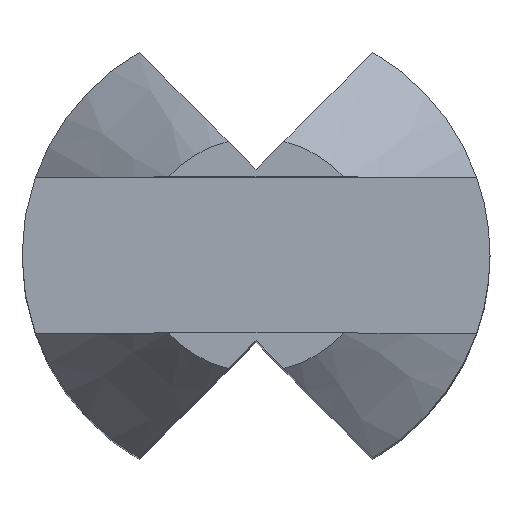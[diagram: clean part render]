
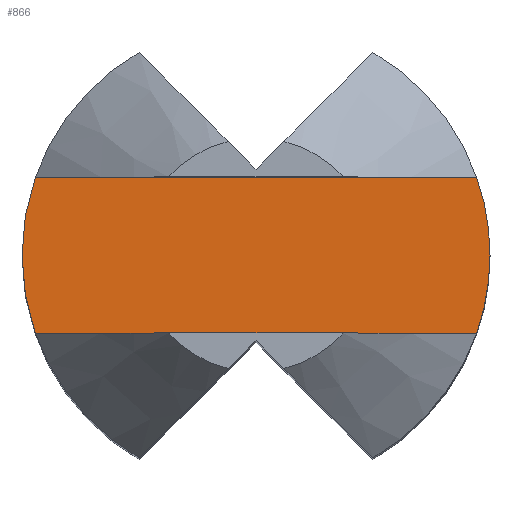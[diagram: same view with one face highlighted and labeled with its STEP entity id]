
A CAD part, top view. The second image highlights one B-rep face of the part: STEP entity #866.
In plain terms, the highlighted planar face has unit normal (0, 0, 1).
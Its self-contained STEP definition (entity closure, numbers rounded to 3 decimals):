
#73 = CARTESIAN_POINT ( 'NONE',  ( -2.828, 1., -2.5 ) ) ;
#96 = CIRCLE ( 'NONE', #316, 3. ) ;
#111 = EDGE_CURVE ( 'NONE', #656, #138, #529, .T. ) ;
#118 = CARTESIAN_POINT ( 'NONE',  ( 0., 0., -2.5 ) ) ;
#127 = VECTOR ( 'NONE', #560, 1000. ) ;
#138 = VERTEX_POINT ( 'NONE', #415 ) ;
#162 = AXIS2_PLACEMENT_3D ( 'NONE', #282, #513, #432 ) ;
#167 = AXIS2_PLACEMENT_3D ( 'NONE', #118, #202, #190 ) ;
#190 = DIRECTION ( 'NONE',  ( -1., 0., 0. ) ) ;
#195 = VERTEX_POINT ( 'NONE', #499 ) ;
#202 = DIRECTION ( 'NONE',  ( 0., 0., -1. ) ) ;
#214 = PLANE ( 'NONE',  #162 ) ;
#238 = DIRECTION ( 'NONE',  ( -1., 0., 0. ) ) ;
#262 = VERTEX_POINT ( 'NONE', #73 ) ;
#264 = CARTESIAN_POINT ( 'NONE',  ( -3., -1., -2.5 ) ) ;
#276 = CARTESIAN_POINT ( 'NONE',  ( -3., 1., -2.5 ) ) ;
#282 = CARTESIAN_POINT ( 'NONE',  ( -3., 1., -2.5 ) ) ;
#289 = CARTESIAN_POINT ( 'NONE',  ( 0., 0., -2.5 ) ) ;
#311 = ORIENTED_EDGE ( 'NONE', *, *, #562, .F. ) ;
#316 = AXIS2_PLACEMENT_3D ( 'NONE', #757, #532, #238 ) ;
#319 = CIRCLE ( 'NONE', #535, 3. ) ;
#364 = DIRECTION ( 'NONE',  ( 0., 0., -1. ) ) ;
#383 = ORIENTED_EDGE ( 'NONE', *, *, #111, .T. ) ;
#415 = CARTESIAN_POINT ( 'NONE',  ( 2.828, -1., -2.5 ) ) ;
#432 = DIRECTION ( 'NONE',  ( -1., 0., 0. ) ) ;
#440 = ORIENTED_EDGE ( 'NONE', *, *, #806, .F. ) ;
#485 = DIRECTION ( 'NONE',  ( 1., 0., 0. ) ) ;
#494 = CIRCLE ( 'NONE', #167, 3. ) ;
#499 = CARTESIAN_POINT ( 'NONE',  ( 2.828, 1., -2.5 ) ) ;
#508 = ORIENTED_EDGE ( 'NONE', *, *, #738, .F. ) ;
#513 = DIRECTION ( 'NONE',  ( 0., 0., -1. ) ) ;
#519 = LINE ( 'NONE', #276, #127 ) ;
#529 = LINE ( 'NONE', #264, #886 ) ;
#532 = DIRECTION ( 'NONE',  ( 0., 0., -1. ) ) ;
#533 = ORIENTED_EDGE ( 'NONE', *, *, #755, .F. ) ;
#535 = AXIS2_PLACEMENT_3D ( 'NONE', #289, #364, #932 ) ;
#560 = DIRECTION ( 'NONE',  ( 1., 0., 0. ) ) ;
#562 = EDGE_CURVE ( 'NONE', #195, #602, #96, .T. ) ;
#602 = VERTEX_POINT ( 'NONE', #622 ) ;
#622 = CARTESIAN_POINT ( 'NONE',  ( 3., 0., -2.5 ) ) ;
#656 = VERTEX_POINT ( 'NONE', #756 ) ;
#677 = EDGE_LOOP ( 'NONE', ( #533, #440, #383, #508, #311 ) ) ;
#706 = FACE_OUTER_BOUND ( 'NONE', #677, .T. ) ;
#738 = EDGE_CURVE ( 'NONE', #602, #138, #494, .T. ) ;
#755 = EDGE_CURVE ( 'NONE', #262, #195, #519, .T. ) ;
#756 = CARTESIAN_POINT ( 'NONE',  ( -2.828, -1., -2.5 ) ) ;
#757 = CARTESIAN_POINT ( 'NONE',  ( 0., 0., -2.5 ) ) ;
#806 = EDGE_CURVE ( 'NONE', #656, #262, #319, .T. ) ;
#866 = ADVANCED_FACE ( 'NONE', ( #706 ), #214, .F. ) ;
#886 = VECTOR ( 'NONE', #485, 1000. ) ;
#932 = DIRECTION ( 'NONE',  ( -1., 0., 0. ) ) ;
